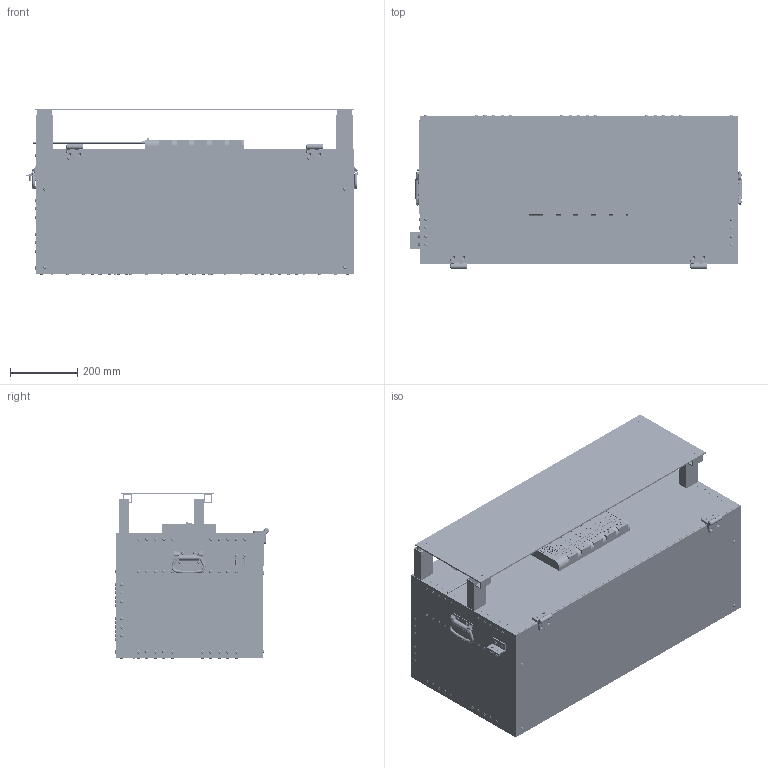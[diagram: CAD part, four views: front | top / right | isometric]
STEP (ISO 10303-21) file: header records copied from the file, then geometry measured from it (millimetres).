
FILE_DESCRIPTION(/* description */ ('STEP AP242','CAx-IF Rec.Pracs.---Representation and Presentation of Product Manufacturing Information (PMI)---4.0---2014-10-13','CAx-IF Rec.Pracs.---3D Tessellated Geometry---0.4---2014-09-14','2;1'),/* implementation_level */ '2;1');
FILE_NAME(/* name */ '6688e0a4d946de13b04dbf55',/* time_stamp */ '2024-07-06T06:13:58Z',/* author */ (''),/* organization */ (''),/* preprocessor_version */ 'ST-DEVELOPER v20',/* originating_system */ ' ',/* authorisation */ ' ');
FILE_SCHEMA (('AP242_MANAGED_MODEL_BASED_3D_ENGINEERING_MIM_LF { 1 0 10303 442 1 1 4 }'));
Products named in the file (57): Assembly 1; Part 1; Rivet; Holder; B5 Bottom; Hex machine screw nut #8-32; Right Side; Back Side; Socket button head cap screw #8-32 x 0.4375; Sliding Mech; Part 2; Power Strip; Part 3; B2 Back; Top; Large Door; Part 24; Hex machine screw nut #10-32; Socket button head cap screw #10-32 x 1.5; B4 Back; Part 23; B1 Back; Storage Container; Socket button head cap screw #10-32 x 0.5; Bottom; Clevis Holder; Grounded; B2 Top; B2 Bottom; B3 Bottom; B6 Bottom; B3 Top; B4 Bottom; B1 Top; B7 Top; B1 Bottom; Small Door; B3 Back; Part 17; B7 Bottom ...
Assembly tree (433 placements, depth 2):
  Assembly 1
    Part 1  x4
    Rivet  x208
    Holder  x4
    B5 Bottom
    Hex machine screw nut #8-32  x38
    Part 1  x19
    Right Side
    Back Side
    Socket button head cap screw #8-32 x 0.4375  x38
    Sliding Mech  x19
    Part 2
    Power Strip
    Part 3  x3
    B2 Back
    Sliding Mech  x19
    Top
    Large Door  x2
    Part 2  x2
    Part 24
    Hex machine screw nut #10-32  x12
    Socket button head cap screw #10-32 x 1.5  x4
    B4 Back
    Part 23
    B1 Back
    Storage Container  x3
    Socket button head cap screw #10-32 x 0.5  x8
    Part 3  x2
    Bottom  x2
    Clevis Holder
    Part 1
    Grounded
    B2 Top
    B2 Bottom
    Part 2  x2
    B3 Bottom
    B6 Bottom
    Part 1  x2
    B3 Top
    Part 1  x4
    B4 Bottom
    B1 Top
    B7 Top  x2
    B1 Bottom
    Small Door
    B3 Back
    Part 17
    B7 Bottom
    Left Side
    Shelf
    Part 1
    B4 Top
    Part 18
    B6 Top
    Part 1  x2
    Protected
    Switch
Bounding box: 990.58 x 459.4 x 496.6 mm (x, y, z)
Volume: 26183839.4 mm3; surface area: 10589014.4 mm2
Topology: 433 solids, 433 shells, 7730 faces, 17521 edges, 11256 vertices
Faces by surface type: plane 4639, cylinder 1834, cone 532, torus 300, sphere 258, bspline 167
Full cylindrical faces by diameter (mm): 2.388 x4, 3.302 x38, 3.572 x208, 3.81 x208, 3.962 x12, 4.166 x38, 4.445 x114, 4.763 x208, 4.826 x12, 4.953 x16, 5.004 x10, 5.08 x489, 5.105 x8, 6.35 x15, 7.62 x8, 7.925 x38, 7.938 x8, 8.89 x16, 9.169 x12, 9.652 x4, 10.16 x58, 12.7 x8, 15.24 x8, 20.32 x4, 22.225 x3, 25.4 x3
Entity records: 69679 total; most frequent: CARTESIAN_POINT 14055, DIRECTION 10900, ORIENTED_EDGE 9680, EDGE_CURVE 4840, AXIS2_PLACEMENT_3D 3868, FACE_BOUND 3854, EDGE_LOOP 3851, VERTEX_POINT 3538
